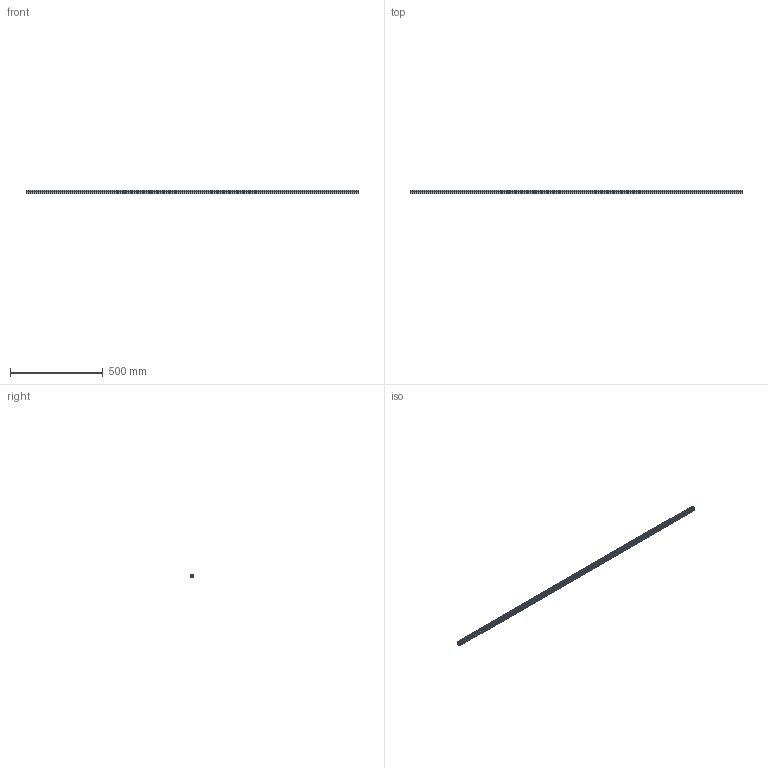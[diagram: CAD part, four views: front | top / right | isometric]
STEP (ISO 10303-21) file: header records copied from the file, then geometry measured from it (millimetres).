
FILE_DESCRIPTION(('HOOPS Exchange Step'),'2;1');
FILE_NAME('export-3CD5F68E-DF0C-4131-ADB8-E1915F9CAE86.stp','2022-05-29T17:15:28+03:00',('othaa'),('Alibre'),'HOOPS Exchange 2020.1','Alibre','Unknown authorisation');
FILE_SCHEMA( ('AP242_MANAGED_MODEL_BASED_3D_ENGINEERING_MIM_LF {1 0 10303 442 1 1 4 }') );
Length unit declared in the file: millimetre
Products named in the file (1): z coil 20x20 support beam
Bounding box: 1788 x 20 x 20 mm (x, y, z)
Volume: 330283.6 mm3; surface area: 307710.6 mm2
Topology: 1 solids, 1 shells, 79 faces, 233 edges, 156 vertices
Faces by surface type: cylinder 41, plane 38
Full cylindrical faces by diameter (mm): 4.3 x1
Entity records: 2709 total; most frequent: DIRECTION 479, CARTESIAN_POINT 472, ORIENTED_EDGE 468, EDGE_CURVE 234, AXIS2_PLACEMENT_3D 164, VERTEX_POINT 157, VECTOR 151, LINE 151
